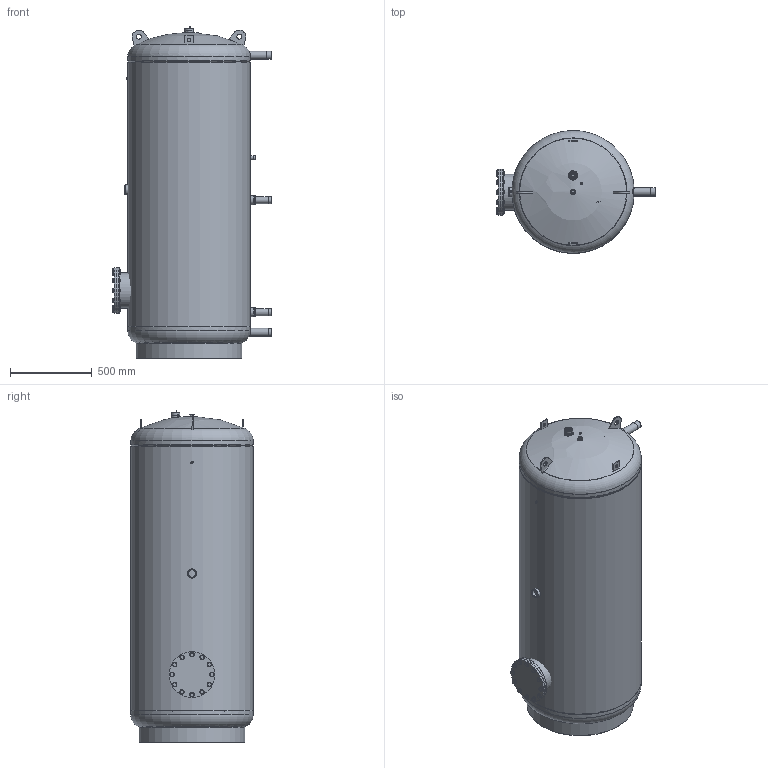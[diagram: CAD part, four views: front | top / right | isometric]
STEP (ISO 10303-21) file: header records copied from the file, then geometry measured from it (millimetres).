
FILE_DESCRIPTION(/* description */ ('Unknown'),/* implementation_level */ '2;1');
FILE_NAME(/* name */ '62033',/* time_stamp */ '2019-12-17T12:44:20+01:00',/* author */ ('Huch GmbH '),/* organization */ ('Unknown'),/* preprocessor_version */ 'ST-DEVELOPER v16.7',/* originating_system */ 'DEX',/* authorisation */ $);
FILE_SCHEMA (('AUTOMOTIVE_DESIGN {1 0 10303 214 3 1 1}'));
Length unit declared in the file: millimetre
Products named in the file (36): 62033; 62032; 04297; 40551; 02914; 02887; 00046; 40551_601_636_Naht 2_oa_0; 40551_601_636_Naht 2_oa_1; 01429; 01814; 23151; 04188; 05429; 62033_2.281_2.968_Kehlnaht 1_oa_2; 05692; 06560; 18105; 12925; 12925_631_2.380_Kehlnaht 3_oa_3; 12925_631_2.380_Kehlnaht 3_oa_4; 04062_oa_5; 12926; 04996; 00184; 12925_631_2.380_Kehlnaht 3_oa_6; 12925_631_2.380_Kehlnaht 3_oa_7; 12927; 12927_631_1.730_Kehlnaht 2_oa_8; 12927_631_1.730_Kehlnaht 2_oa_9; 04062_oa_10; 12928; 10491; 06995; 13069; 04509
Assembly tree (64 placements, depth 3):
  62033
    62032
    04297
    40551
      02914  x12
      02887  x12
      00046
      40551_601_636_Naht 2_oa_0
      40551_601_636_Naht 2_oa_1
      01429
    01814  x2
    23151  x2
    04188
    05429
    62033_2.281_2.968_Kehlnaht 1_oa_2
    05692
    06560  x2
    18105  x2
    12925
      12925_631_2.380_Kehlnaht 3_oa_3
      12925_631_2.380_Kehlnaht 3_oa_4
      04062_oa_5
      12926
      04996
      00184
      12925_631_2.380_Kehlnaht 3_oa_6
      12925_631_2.380_Kehlnaht 3_oa_7
    12927
      12927_631_1.730_Kehlnaht 2_oa_8
      12927_631_1.730_Kehlnaht 2_oa_9
      04062_oa_10
      12928
      10491
    06995  x3
    13069  x2
    04509
Bounding box: 973.83 x 750 x 2034.14 mm (x, y, z)
Volume: 30373776.6 mm3; surface area: 16269780.2 mm2
Topology: 64 solids, 64 shells, 742 faces, 1661 edges, 1083 vertices
Faces by surface type: plane 291, cylinder 212, cone 141, torus 71, bspline 21, sphere 6
Full cylindrical faces by diameter (mm): 0.2 x1, 2 x1, 4.918 x2, 6.647 x2, 8 x8, 9 x2, 11.835 x12, 13 x12, 14 x12, 14.63 x12, 15 x24, 16 x12, 17.9 x3, 18.631 x1, 20 x2, 22 x3, 24 x3, 25 x1, 26.4 x2, 26.9 x3, 27 x12, 29.4 x1, 30 x2, 33.91 x2, 37.8 x2, 38.95 x1, 38.952 x1, 40.2 x3, 41.91 x2, 42 x2
Entity records: 45469 total; most frequent: CARTESIAN_POINT 36725, DIRECTION 1550, ORIENTED_EDGE 1116, AXIS2_PLACEMENT_3D 698, EDGE_LOOP 648, FACE_BOUND 648, EDGE_CURVE 558, VERTEX_POINT 460
